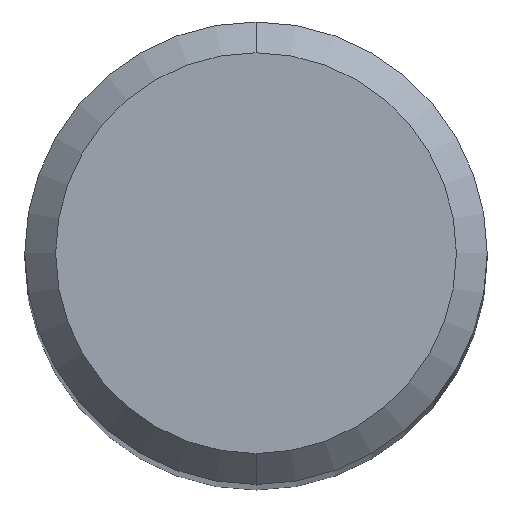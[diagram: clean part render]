
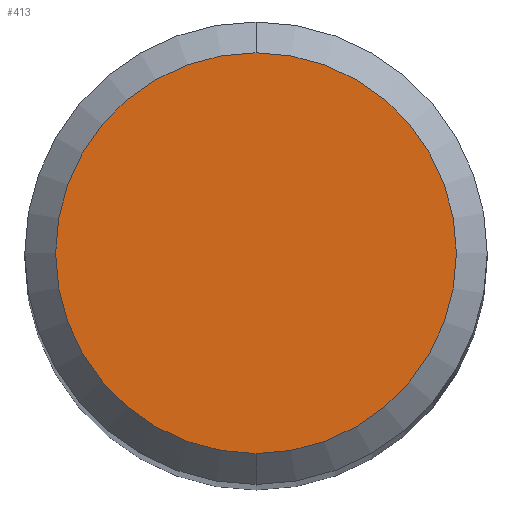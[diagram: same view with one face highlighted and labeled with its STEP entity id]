
A CAD part, top view. The second image highlights one B-rep face of the part: STEP entity #413.
In plain terms, the highlighted planar face has unit normal (0, 0, 1).
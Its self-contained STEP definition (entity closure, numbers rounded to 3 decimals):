
#311=VERTEX_POINT('',#636);
#361=EDGE_CURVE('',#419,#311,#689,.T.);
#373=EDGE_CURVE('',#311,#419,#703,.T.);
#413=ADVANCED_FACE('',(#747),#748,.T.);
#419=VERTEX_POINT('',#754);
#636=CARTESIAN_POINT('',(0.0,2.6,0.0));
#689=CIRCLE('',#1239,2.6);
#703=CIRCLE('',#1262,2.6);
#747=FACE_OUTER_BOUND('',#1360,.T.);
#748=PLANE('',#1361);
#754=CARTESIAN_POINT('',(0.,-2.6,0.0));
#1239=AXIS2_PLACEMENT_3D('',#1696,#1697,#1698);
#1262=AXIS2_PLACEMENT_3D('',#1717,#1718,#1719);
#1360=EDGE_LOOP('',(#1766,#1767));
#1361=AXIS2_PLACEMENT_3D('',#1768,#1769,#1770);
#1696=CARTESIAN_POINT('',(0.0,0.0,0.0));
#1697=DIRECTION('',(0.0,0.0,-1.0));
#1698=DIRECTION('',(0.0,1.0,0.0));
#1717=CARTESIAN_POINT('',(0.0,0.0,0.0));
#1718=DIRECTION('',(0.0,0.0,-1.0));
#1719=DIRECTION('',(0.0,1.0,0.0));
#1766=ORIENTED_EDGE('',*,*,#373,.F.);
#1767=ORIENTED_EDGE('',*,*,#361,.F.);
#1768=CARTESIAN_POINT('',(0.0,1.3,0.0));
#1769=DIRECTION('',(-0.0,0.0,1.0));
#1770=DIRECTION('',(0.0,-1.0,0.0));
